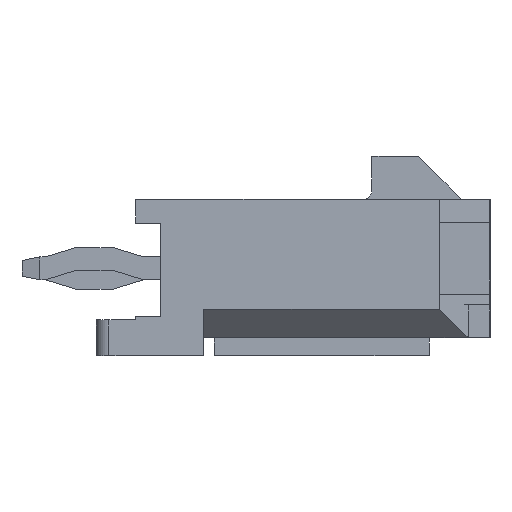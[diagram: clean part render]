
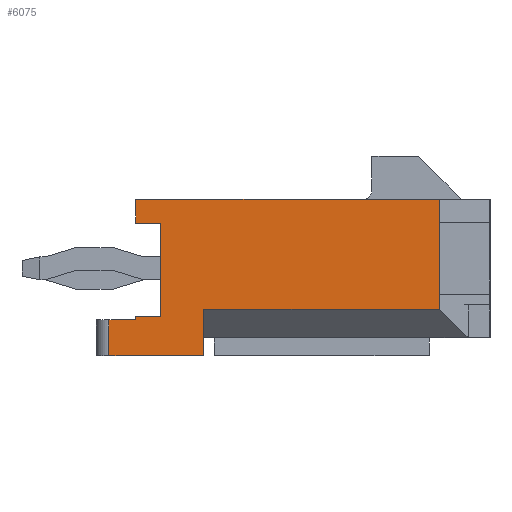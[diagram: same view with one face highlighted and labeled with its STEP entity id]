
A CAD part, left-side view. The second image highlights one B-rep face of the part: STEP entity #6075.
In plain terms, the highlighted planar face has unit normal (-1, 0, 0).
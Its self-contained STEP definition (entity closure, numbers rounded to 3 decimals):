
#723=ORIENTED_EDGE('',*,*,#2385,.F.);
#724=ORIENTED_EDGE('',*,*,#2386,.T.);
#725=ORIENTED_EDGE('',*,*,#2387,.F.);
#726=ORIENTED_EDGE('',*,*,#2388,.F.);
#727=ORIENTED_EDGE('',*,*,#2389,.F.);
#728=ORIENTED_EDGE('',*,*,#1918,.T.);
#729=ORIENTED_EDGE('',*,*,#2390,.T.);
#730=ORIENTED_EDGE('',*,*,#2391,.T.);
#731=ORIENTED_EDGE('',*,*,#2392,.T.);
#732=ORIENTED_EDGE('',*,*,#2393,.T.);
#733=ORIENTED_EDGE('',*,*,#2394,.T.);
#734=ORIENTED_EDGE('',*,*,#2395,.T.);
#735=ORIENTED_EDGE('',*,*,#2396,.T.);
#736=ORIENTED_EDGE('',*,*,#2397,.T.);
#1918=EDGE_CURVE('',#2797,#2796,#3365,.T.);
#2385=EDGE_CURVE('',#3167,#3168,#3832,.T.);
#2386=EDGE_CURVE('',#3167,#3169,#3833,.T.);
#2387=EDGE_CURVE('',#3170,#3169,#3834,.T.);
#2388=EDGE_CURVE('',#3171,#3170,#3835,.T.);
#2389=EDGE_CURVE('',#2797,#3171,#3836,.T.);
#2390=EDGE_CURVE('',#2796,#3172,#3837,.T.);
#2391=EDGE_CURVE('',#3172,#3173,#3838,.T.);
#2392=EDGE_CURVE('',#3173,#3174,#3839,.T.);
#2393=EDGE_CURVE('',#3174,#3175,#3840,.T.);
#2394=EDGE_CURVE('',#3175,#3176,#3841,.T.);
#2395=EDGE_CURVE('',#3176,#3177,#3842,.T.);
#2396=EDGE_CURVE('',#3177,#3178,#3843,.T.);
#2397=EDGE_CURVE('',#3178,#3168,#3844,.T.);
#2796=VERTEX_POINT('',#8542);
#2797=VERTEX_POINT('',#8544);
#3167=VERTEX_POINT('',#9464);
#3168=VERTEX_POINT('',#9465);
#3169=VERTEX_POINT('',#9467);
#3170=VERTEX_POINT('',#9469);
#3171=VERTEX_POINT('',#9471);
#3172=VERTEX_POINT('',#9474);
#3173=VERTEX_POINT('',#9476);
#3174=VERTEX_POINT('',#9478);
#3175=VERTEX_POINT('',#9480);
#3176=VERTEX_POINT('',#9482);
#3177=VERTEX_POINT('',#9484);
#3178=VERTEX_POINT('',#9486);
#3365=LINE('',#8543,#4238);
#3832=LINE('',#9463,#4705);
#3833=LINE('',#9466,#4706);
#3834=LINE('',#9468,#4707);
#3835=LINE('',#9470,#4708);
#3836=LINE('',#9472,#4709);
#3837=LINE('',#9473,#4710);
#3838=LINE('',#9475,#4711);
#3839=LINE('',#9477,#4712);
#3840=LINE('',#9479,#4713);
#3841=LINE('',#9481,#4714);
#3842=LINE('',#9483,#4715);
#3843=LINE('',#9485,#4716);
#3844=LINE('',#9487,#4717);
#4238=VECTOR('',#6936,1000.);
#4705=VECTOR('',#7569,1000.);
#4706=VECTOR('',#7570,1000.);
#4707=VECTOR('',#7571,1000.);
#4708=VECTOR('',#7572,1000.);
#4709=VECTOR('',#7573,1000.);
#4710=VECTOR('',#7574,1000.);
#4711=VECTOR('',#7575,1000.);
#4712=VECTOR('',#7576,1000.);
#4713=VECTOR('',#7577,1000.);
#4714=VECTOR('',#7578,1000.);
#4715=VECTOR('',#7579,1000.);
#4716=VECTOR('',#7580,1000.);
#4717=VECTOR('',#7581,1000.);
#5129=EDGE_LOOP('',(#723,#724,#725,#726,#727,#728,#729,#730,#731,#732,#733,
#734,#735,#736));
#5458=FACE_BOUND('',#5129,.T.);
#5768=PLANE('',#6588);
#6075=ADVANCED_FACE('',(#5458),#5768,.T.);
#6588=AXIS2_PLACEMENT_3D('',#9462,#7567,#7568);
#6936=DIRECTION('',(0.,1.,0.));
#7567=DIRECTION('',(-1.,0.,0.));
#7568=DIRECTION('',(0.,0.,1.));
#7569=DIRECTION('',(0.,0.,-1.));
#7570=DIRECTION('',(0.,-1.,0.));
#7571=DIRECTION('',(0.,0.,-1.));
#7572=DIRECTION('',(0.,0.,-1.));
#7573=DIRECTION('',(0.,0.,-1.));
#7574=DIRECTION('',(0.,0.,-1.));
#7575=DIRECTION('',(0.,-1.,0.));
#7576=DIRECTION('',(0.,0.,-1.));
#7577=DIRECTION('',(0.,1.,0.));
#7578=DIRECTION('',(0.,0.,-1.));
#7579=DIRECTION('',(0.,1.,0.));
#7580=DIRECTION('',(0.,0.,-1.));
#7581=DIRECTION('',(0.,-1.,0.));
#8542=CARTESIAN_POINT('',(-13.825,4.95,2.185));
#8543=CARTESIAN_POINT('',(-13.825,-4.95,2.185));
#8544=CARTESIAN_POINT('',(-13.825,-3.536,2.185));
#9462=CARTESIAN_POINT('',(-13.825,0.,0.));
#9463=CARTESIAN_POINT('',(-13.825,3.05,-1.685));
#9464=CARTESIAN_POINT('',(-13.825,3.05,-0.885));
#9465=CARTESIAN_POINT('',(-13.825,3.05,-2.185));
#9466=CARTESIAN_POINT('',(-13.825,0.,-0.885));
#9467=CARTESIAN_POINT('',(-13.825,-3.536,-0.885));
#9468=CARTESIAN_POINT('',(-13.825,-3.536,0.));
#9469=CARTESIAN_POINT('',(-13.825,-3.536,-0.465));
#9470=CARTESIAN_POINT('',(-13.825,-3.536,1.535));
#9471=CARTESIAN_POINT('',(-13.825,-3.536,1.535));
#9472=CARTESIAN_POINT('',(-13.825,-3.536,0.));
#9473=CARTESIAN_POINT('',(-13.825,4.95,2.185));
#9474=CARTESIAN_POINT('',(-13.825,4.95,1.515));
#9475=CARTESIAN_POINT('',(-13.825,0.,1.515));
#9476=CARTESIAN_POINT('',(-13.825,4.25,1.515));
#9477=CARTESIAN_POINT('',(-13.825,4.25,0.));
#9478=CARTESIAN_POINT('',(-13.825,4.25,-1.085));
#9479=CARTESIAN_POINT('',(-13.825,0.,-1.085));
#9480=CARTESIAN_POINT('',(-13.825,4.95,-1.085));
#9481=CARTESIAN_POINT('',(-13.825,4.95,2.185));
#9482=CARTESIAN_POINT('',(-13.825,4.95,-1.185));
#9483=CARTESIAN_POINT('',(-13.825,4.95,-1.185));
#9484=CARTESIAN_POINT('',(-13.825,5.7,-1.185));
#9485=CARTESIAN_POINT('',(-13.825,5.7,-1.185));
#9486=CARTESIAN_POINT('',(-13.825,5.7,-2.185));
#9487=CARTESIAN_POINT('',(-13.825,4.95,-2.185));
